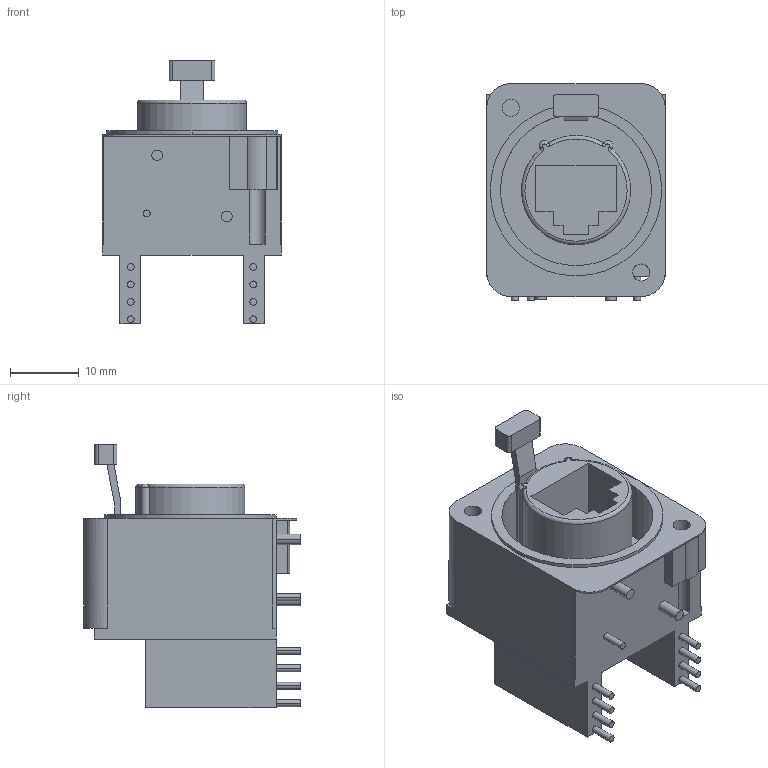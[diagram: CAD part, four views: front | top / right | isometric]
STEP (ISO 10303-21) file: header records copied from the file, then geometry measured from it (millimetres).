
FILE_DESCRIPTION((''),'2;1');
FILE_NAME('D-NE8FDH-C5E-SE_BODY','2015-08-27T',('odo'),(''),'PRO/ENGINEER BY PARAMETRIC TECHNOLOGY CORPORATION, 2011310','PRO/ENGINEER BY PARAMETRIC TECHNOLOGY CORPORATION, 2011310','');
FILE_SCHEMA(('AUTOMOTIVE_DESIGN_CC2 { 1 2 10303 214 -1 1 5 2 }'));
Length unit declared in the file: millimetre
Products named in the file (1): D-NE8FDH-C5E-SE_BODY
Bounding box: 26 x 31.5 x 38.4 mm (x, y, z)
Volume: 12118 mm3; surface area: 6795.6 mm2
Topology: 1 solids, 1 shells, 119 faces, 297 edges, 192 vertices
Faces by surface type: plane 69, cylinder 42, bspline 6, torus 2
Entity records: 3852 total; most frequent: CARTESIAN_POINT 718, DIRECTION 627, ORIENTED_EDGE 586, EDGE_CURVE 293, AXIS2_PLACEMENT_3D 221, COLOUR_RGB 209, VERTEX_POINT 192, VECTOR 185
